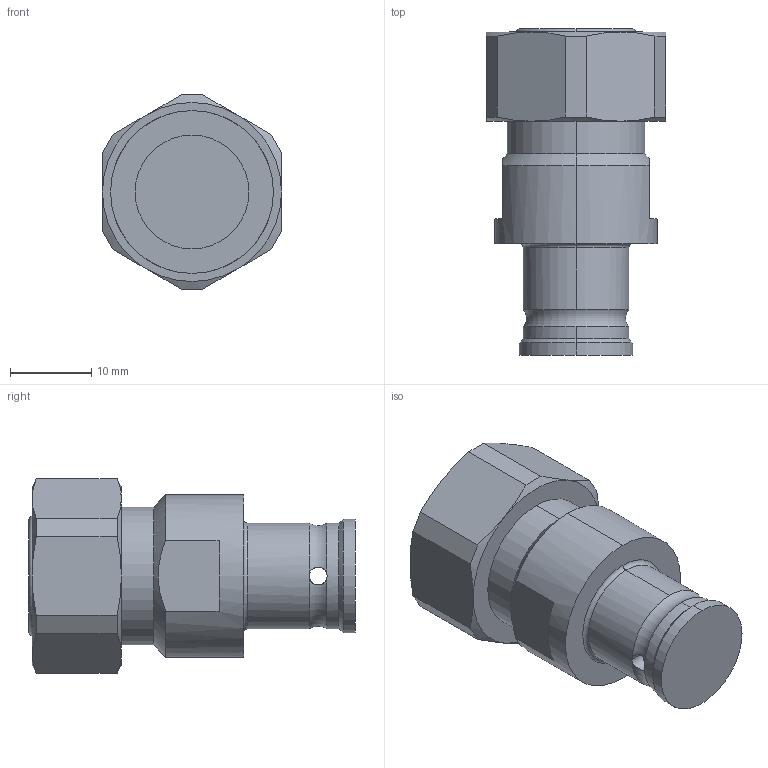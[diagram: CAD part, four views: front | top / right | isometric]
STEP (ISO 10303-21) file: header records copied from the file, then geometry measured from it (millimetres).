
FILE_DESCRIPTION((''),'2;1');
FILE_NAME('1','2021-08-26T',('Administrator'),(''),'PRO/ENGINEER BY PARAMETRIC TECHNOLOGY CORPORATION, 2012090','PRO/ENGINEER BY PARAMETRIC TECHNOLOGY CORPORATION, 2012090','');
FILE_SCHEMA(('CONFIG_CONTROL_DESIGN'));
Length unit declared in the file: millimetre
Products named in the file (1): 1
Bounding box: 22 x 40.1 x 23.9 mm (x, y, z)
Volume: 8898.5 mm3; surface area: 4754.3 mm2
Topology: 1 solids, 1 shells, 116 faces, 267 edges, 164 vertices
Faces by surface type: cylinder 43, plane 33, cone 26, torus 10, bspline 4
Entity records: 4580 total; most frequent: CARTESIAN_POINT 1981, ORIENTED_EDGE 534, DIRECTION 527, EDGE_CURVE 267, AXIS2_PLACEMENT_3D 223, VERTEX_POINT 164, EDGE_LOOP 129, FACE_OUTER_BOUND 116
